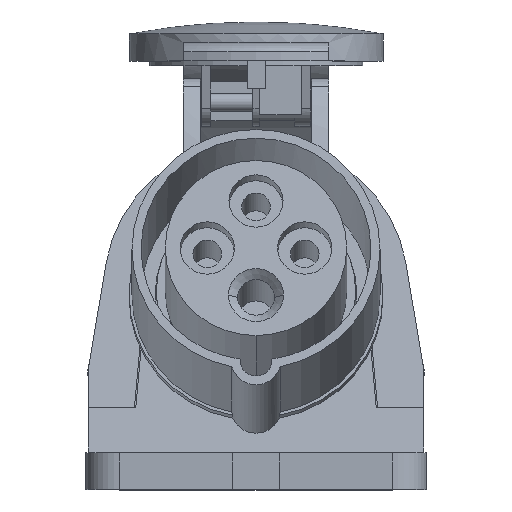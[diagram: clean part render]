
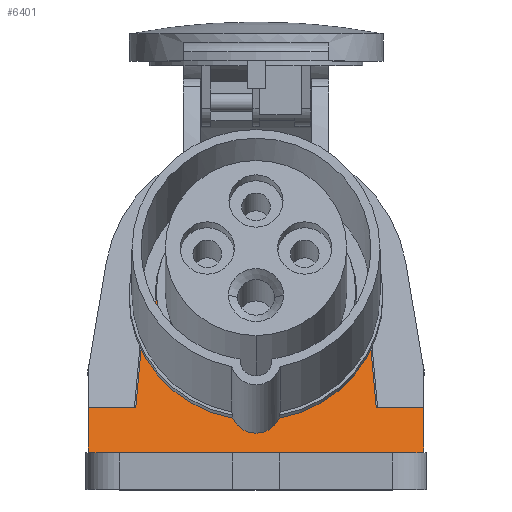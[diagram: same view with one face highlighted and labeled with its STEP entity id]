
A CAD part, top view. The second image highlights one B-rep face of the part: STEP entity #6401.
In plain terms, the highlighted planar face has unit normal (0, 0.259, 0.966).
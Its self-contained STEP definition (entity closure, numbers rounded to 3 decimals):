
#4005=DIRECTION('',(-1.,0.,0.));
#4006=VECTOR('',#4005,9.43);
#4007=CARTESIAN_POINT('',(-27.57,18.,34.38));
#4008=LINE('',#4007,#4006);
#4115=DIRECTION('',(-1.,0.,0.));
#4116=VECTOR('',#4115,9.43);
#4117=CARTESIAN_POINT('',(37.,18.,34.38));
#4118=LINE('',#4117,#4116);
#4159=DIRECTION('',(1.,0.,0.));
#4160=VECTOR('',#4159,74.);
#4161=CARTESIAN_POINT('',(-37.,8.,37.059));
#4162=LINE('',#4161,#4160);
#4365=DIRECTION('',(0.,-0.966,0.259));
#4366=VECTOR('',#4365,10.353);
#4367=CARTESIAN_POINT('',(-37.,18.,34.38));
#4368=LINE('',#4367,#4366);
#4377=DIRECTION('',(1.,0.,0.));
#4378=VECTOR('',#4377,1.06);
#4379=CARTESIAN_POINT('',(26.51,18.,34.38));
#4380=LINE('',#4379,#4378);
#4381=DIRECTION('',(1.,0.,0.));
#4382=VECTOR('',#4381,1.06);
#4383=CARTESIAN_POINT('',(-27.57,18.,34.38));
#4384=LINE('',#4383,#4382);
#4385=DIRECTION('',(0.087,0.962,-0.258));
#4386=VECTOR('',#4385,27.753);
#4387=CARTESIAN_POINT('',(-26.51,18.,34.38));
#4388=LINE('',#4387,#4386);
#4389=CARTESIAN_POINT('',(0.,44.705,27.224));
#4390=DIRECTION('',(0.,0.259,0.966));
#4391=DIRECTION('',(-1.,0.,0.));
#4392=AXIS2_PLACEMENT_3D('',#4389,#4390,#4391);
#4394=CARTESIAN_POINT('',(0.,44.705,27.224));
#4395=DIRECTION('',(0.,0.259,0.966));
#4396=DIRECTION('',(-0.773,-0.613,0.164));
#4397=AXIS2_PLACEMENT_3D('',#4394,#4395,#4396);
#4399=CARTESIAN_POINT('',(0.,44.705,27.224));
#4400=DIRECTION('',(0.,0.259,0.966));
#4401=DIRECTION('',(-0.672,-0.716,0.192));
#4402=AXIS2_PLACEMENT_3D('',#4399,#4400,#4401);
#4404=CARTESIAN_POINT('',(0.,44.705,27.224));
#4405=DIRECTION('',(0.,0.259,0.966));
#4406=DIRECTION('',(0.947,-0.311,0.083));
#4407=AXIS2_PLACEMENT_3D('',#4404,#4405,#4406);
#4409=DIRECTION('',(0.087,-0.962,0.258));
#4410=VECTOR('',#4409,27.753);
#4411=CARTESIAN_POINT('',(24.091,44.705,27.224));
#4412=LINE('',#4411,#4410);
#4425=DIRECTION('',(-1.,0.,0.));
#4426=VECTOR('',#4425,0.791);
#4427=CARTESIAN_POINT('',(24.091,44.705,27.224));
#4428=LINE('',#4427,#4426);
#4471=DIRECTION('',(0.,0.966,-0.259));
#4472=VECTOR('',#4471,2.855);
#4473=CARTESIAN_POINT('',(-18.,30.414,31.053));
#4474=LINE('',#4473,#4472);
#4495=DIRECTION('',(-1.,0.,0.));
#4496=VECTOR('',#4495,2.491);
#4497=CARTESIAN_POINT('',(-21.6,44.705,27.224));
#4498=LINE('',#4497,#4496);
#4619=DIRECTION('',(-1.,0.,0.));
#4620=VECTOR('',#4619,1.804);
#4621=CARTESIAN_POINT('',(22.06,37.461,29.165));
#4622=LINE('',#4621,#4620);
#4631=DIRECTION('',(-1.,0.,0.));
#4632=VECTOR('',#4631,2.427);
#4633=CARTESIAN_POINT('',(-14.511,29.25,31.365));
#4634=LINE('',#4633,#4632);
#4653=DIRECTION('',(0.,0.966,-0.259));
#4654=VECTOR('',#4653,10.353);
#4655=CARTESIAN_POINT('',(37.,8.,37.059));
#4656=LINE('',#4655,#4654);
#5471=CARTESIAN_POINT('',(-27.57,18.,34.38));
#5472=VERTEX_POINT('',#5471);
#5473=CARTESIAN_POINT('',(-37.,18.,34.38));
#5474=VERTEX_POINT('',#5473);
#5521=CARTESIAN_POINT('',(37.,18.,34.38));
#5522=VERTEX_POINT('',#5521);
#5523=CARTESIAN_POINT('',(27.57,18.,34.38));
#5524=VERTEX_POINT('',#5523);
#5544=CARTESIAN_POINT('',(-37.,8.,37.059));
#5546=VERTEX_POINT('',#5544);
#5547=CARTESIAN_POINT('',(37.,8.,37.059));
#5548=VERTEX_POINT('',#5547);
#5625=CARTESIAN_POINT('',(26.51,18.,34.38));
#5626=VERTEX_POINT('',#5625);
#5627=CARTESIAN_POINT('',(-26.51,18.,34.38));
#5628=VERTEX_POINT('',#5627);
#5629=CARTESIAN_POINT('',(-24.091,44.705,27.224));
#5630=VERTEX_POINT('',#5629);
#5631=CARTESIAN_POINT('',(-21.6,44.705,27.224));
#5632=VERTEX_POINT('',#5631);
#5633=CARTESIAN_POINT('',(-18.,33.172,30.314));
#5634=VERTEX_POINT('',#5633);
#5635=CARTESIAN_POINT('',(-18.,30.414,31.053));
#5636=VERTEX_POINT('',#5635);
#5637=CARTESIAN_POINT('',(-16.938,29.25,31.365));
#5638=VERTEX_POINT('',#5637);
#5639=CARTESIAN_POINT('',(-14.511,29.25,31.365));
#5640=VERTEX_POINT('',#5639);
#5641=CARTESIAN_POINT('',(20.256,37.461,29.165));
#5642=VERTEX_POINT('',#5641);
#5643=CARTESIAN_POINT('',(22.06,37.461,29.165));
#5644=VERTEX_POINT('',#5643);
#5645=CARTESIAN_POINT('',(23.3,44.705,27.224));
#5646=VERTEX_POINT('',#5645);
#5647=CARTESIAN_POINT('',(24.091,44.705,27.224));
#5648=VERTEX_POINT('',#5647);
#6362=CARTESIAN_POINT('',(0.,9.801,36.577));
#6363=DIRECTION('',(0.,0.259,0.966));
#6364=DIRECTION('',(-1.,0.,0.));
#6365=AXIS2_PLACEMENT_3D('',#6362,#6363,#6364);
#6366=PLANE('',#6365);
#6368=ORIENTED_EDGE('',*,*,#6367,.T.);
#6369=ORIENTED_EDGE('',*,*,#6187,.F.);
#6371=ORIENTED_EDGE('',*,*,#6370,.F.);
#6372=ORIENTED_EDGE('',*,*,#6248,.F.);
#6373=ORIENTED_EDGE('',*,*,#6353,.F.);
#6374=ORIENTED_EDGE('',*,*,#6081,.F.);
#6376=ORIENTED_EDGE('',*,*,#6375,.T.);
#6378=ORIENTED_EDGE('',*,*,#6377,.T.);
#6380=ORIENTED_EDGE('',*,*,#6379,.F.);
#6382=ORIENTED_EDGE('',*,*,#6381,.T.);
#6384=ORIENTED_EDGE('',*,*,#6383,.F.);
#6386=ORIENTED_EDGE('',*,*,#6385,.T.);
#6388=ORIENTED_EDGE('',*,*,#6387,.F.);
#6390=ORIENTED_EDGE('',*,*,#6389,.T.);
#6392=ORIENTED_EDGE('',*,*,#6391,.F.);
#6394=ORIENTED_EDGE('',*,*,#6393,.T.);
#6396=ORIENTED_EDGE('',*,*,#6395,.F.);
#6398=ORIENTED_EDGE('',*,*,#6397,.T.);
#6399=EDGE_LOOP('',(#6368,#6369,#6371,#6372,#6373,#6374,#6376,#6378,#6380,#6382,
#6384,#6386,#6388,#6390,#6392,#6394,#6396,#6398));
#6400=FACE_OUTER_BOUND('',#6399,.F.);
#6401=ADVANCED_FACE('',(#6400),#6366,.T.);
#4393=CIRCLE('',#4392,21.6);
#4398=CIRCLE('',#4397,23.3);
#4403=CIRCLE('',#4402,21.6);
#4408=CIRCLE('',#4407,23.3);
#6081=EDGE_CURVE('',#5472,#5474,#4008,.T.);
#6187=EDGE_CURVE('',#5522,#5524,#4118,.T.);
#6248=EDGE_CURVE('',#5546,#5548,#4162,.T.);
#6353=EDGE_CURVE('',#5474,#5546,#4368,.T.);
#6367=EDGE_CURVE('',#5626,#5524,#4380,.T.);
#6370=EDGE_CURVE('',#5548,#5522,#4656,.T.);
#6375=EDGE_CURVE('',#5472,#5628,#4384,.T.);
#6377=EDGE_CURVE('',#5628,#5630,#4388,.T.);
#6379=EDGE_CURVE('',#5632,#5630,#4498,.T.);
#6381=EDGE_CURVE('',#5632,#5634,#4393,.T.);
#6383=EDGE_CURVE('',#5636,#5634,#4474,.T.);
#6385=EDGE_CURVE('',#5636,#5638,#4398,.T.);
#6387=EDGE_CURVE('',#5640,#5638,#4634,.T.);
#6389=EDGE_CURVE('',#5640,#5642,#4403,.T.);
#6391=EDGE_CURVE('',#5644,#5642,#4622,.T.);
#6393=EDGE_CURVE('',#5644,#5646,#4408,.T.);
#6395=EDGE_CURVE('',#5648,#5646,#4428,.T.);
#6397=EDGE_CURVE('',#5648,#5626,#4412,.T.);
